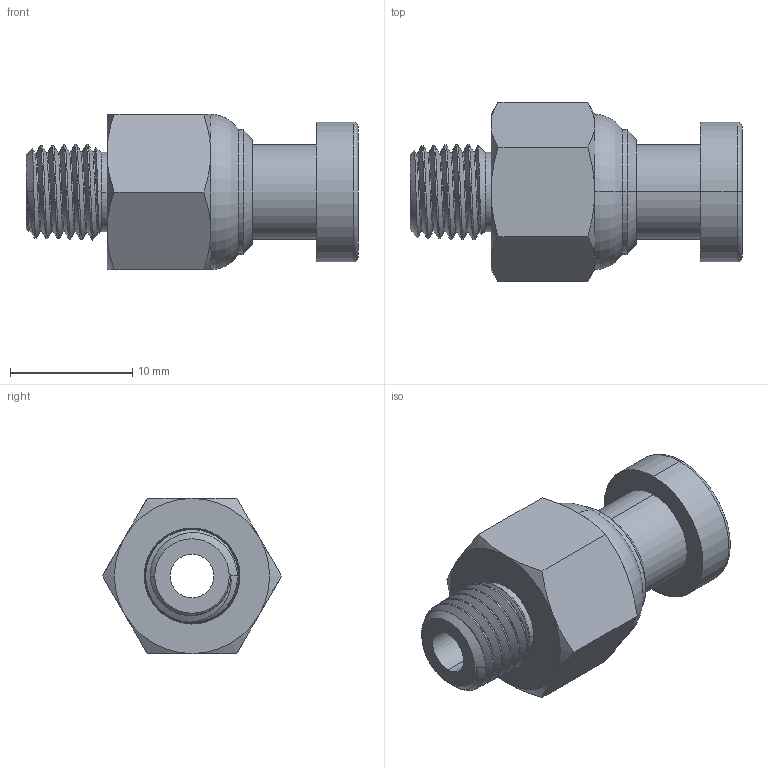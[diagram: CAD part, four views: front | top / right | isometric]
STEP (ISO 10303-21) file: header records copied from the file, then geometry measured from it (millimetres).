
FILE_DESCRIPTION (( 'STEP AP203' ), '1' );
FILE_NAME ('51025K323_Brass Push-to-Connect Tube Fitting for Air.STEP', '2021-09-07T20:32:33', ( 'Administrator' ), ( 'Managed by Terraform' ), 'SwSTEP 2.0', 'SolidWorks 2017', '' );
FILE_SCHEMA (( 'CONFIG_CONTROL_DESIGN' ));
Length unit declared in the file: inch
Products named in the file (1): 51025K323_Brass Push-to-Connect Tube Fitting for Air
Bounding box: 27.18 x 14.66 x 12.7 mm (x, y, z)
Volume: 1627.1 mm3; surface area: 2635.6 mm2
Topology: 5 solids, 5 shells, 107 faces, 236 edges, 142 vertices
Faces by surface type: cone 49, cylinder 28, plane 19, torus 8, bspline 3
Entity records: 4961 total; most frequent: CARTESIAN_POINT 2557, DIRECTION 492, ORIENTED_EDGE 472, EDGE_CURVE 236, AXIS2_PLACEMENT_3D 211, VERTEX_POINT 142, EDGE_LOOP 120, ADVANCED_FACE 107
